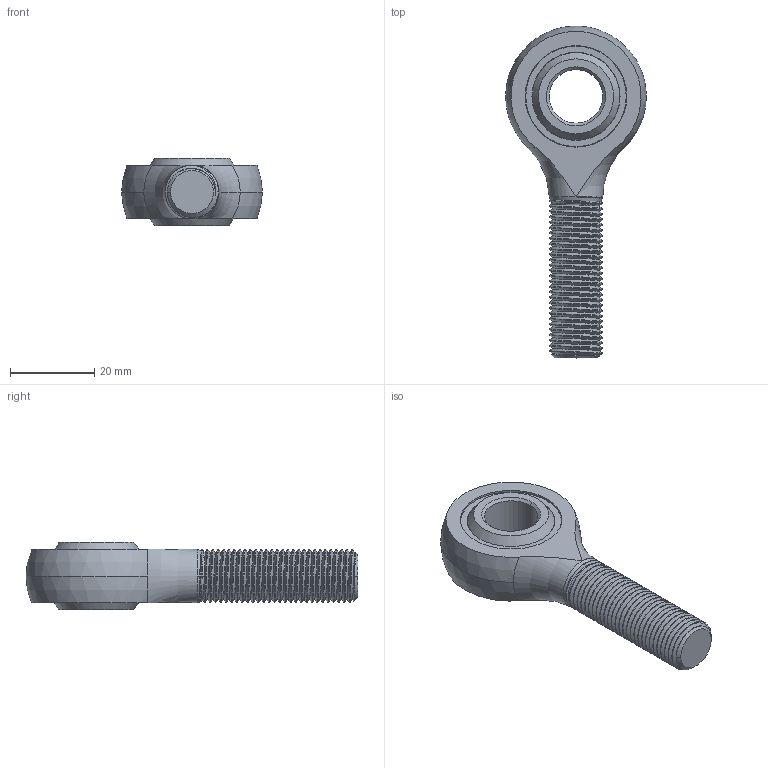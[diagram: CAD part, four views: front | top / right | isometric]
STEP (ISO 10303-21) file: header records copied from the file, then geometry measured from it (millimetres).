
FILE_DESCRIPTION (( 'STEP AP203' ), '1' );
FILE_NAME ('0.5 20 Heim RH_2458K162_sldprt.STEP', '2023-01-20T01:24:16', ( '' ), ( '' ), 'SwSTEP 2.0', 'SolidWorks 2022', '' );
FILE_SCHEMA (( 'CONFIG_CONTROL_DESIGN' ));
Length unit declared in the file: inch
Products named in the file (1): 0.5 20 Heim RH_2458K162_sldprt
Bounding box: 33.32 x 78.58 x 15.88 mm (x, y, z)
Volume: 14777.3 mm3; surface area: 9157.9 mm2
Topology: 4 solids, 4 shells, 111 faces, 301 edges, 198 vertices
Faces by surface type: cylinder 67, cone 21, plane 9, sphere 8, torus 3, bspline 3
Entity records: 8448 total; most frequent: CARTESIAN_POINT 5912, ORIENTED_EDGE 598, DIRECTION 446, EDGE_CURVE 299, VERTEX_POINT 198, AXIS2_PLACEMENT_3D 180, EDGE_LOOP 121, FACE_OUTER_BOUND 111
